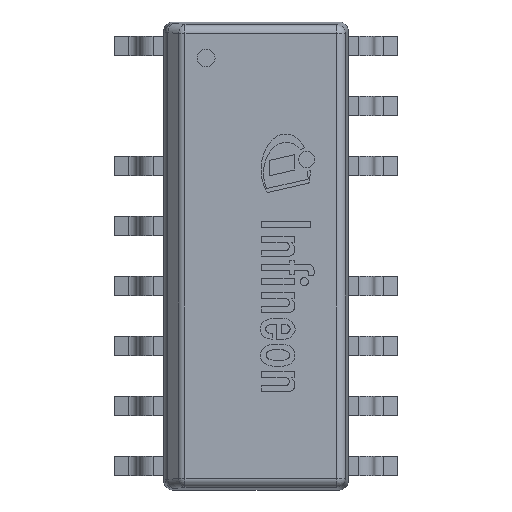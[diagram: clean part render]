
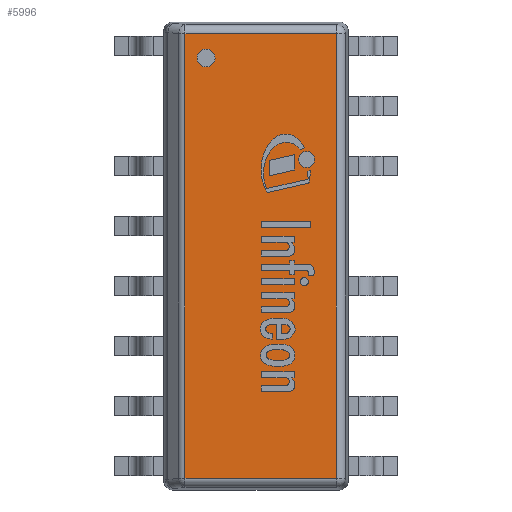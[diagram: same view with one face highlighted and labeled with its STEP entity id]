
A CAD part, top view. The second image highlights one B-rep face of the part: STEP entity #5996.
In plain terms, the highlighted planar face has unit normal (0, 0, 1).
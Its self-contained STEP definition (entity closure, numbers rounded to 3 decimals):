
#65=FACE_BOUND('',#1012,.T.);
#74=CIRCLE('',#6386,0.19);
#377=PLANE('',#6412);
#644=FACE_OUTER_BOUND('',#1011,.T.);
#1011=EDGE_LOOP('',(#4281,#4282,#4283,#4284));
#1012=EDGE_LOOP('',(#4285));
#1382=LINE('',#8688,#2057);
#1392=LINE('',#8721,#2067);
#1393=LINE('',#8725,#2068);
#1394=LINE('',#8726,#2069);
#2057=VECTOR('',#6958,1.);
#2067=VECTOR('',#6998,1.);
#2068=VECTOR('',#7003,1.);
#2069=VECTOR('',#7004,1.);
#2745=VERTEX_POINT('',#8663);
#2754=VERTEX_POINT('',#8685);
#2755=VERTEX_POINT('',#8687);
#2763=VERTEX_POINT('',#8720);
#2764=VERTEX_POINT('',#8724);
#3333=EDGE_CURVE('',#2745,#2745,#74,.T.);
#3343=EDGE_CURVE('',#2754,#2755,#1382,.T.);
#3360=EDGE_CURVE('',#2755,#2763,#1392,.T.);
#3362=EDGE_CURVE('',#2764,#2754,#1393,.T.);
#3363=EDGE_CURVE('',#2763,#2764,#1394,.T.);
#4281=ORIENTED_EDGE('',*,*,#3343,.F.);
#4282=ORIENTED_EDGE('',*,*,#3362,.F.);
#4283=ORIENTED_EDGE('',*,*,#3363,.F.);
#4284=ORIENTED_EDGE('',*,*,#3360,.F.);
#4285=ORIENTED_EDGE('',*,*,#3333,.T.);
#5996=ADVANCED_FACE('',(#644,#65),#377,.T.);
#6386=AXIS2_PLACEMENT_3D('',#8664,#6934,#6935);
#6412=AXIS2_PLACEMENT_3D('',#8723,#7001,#7002);
#6934=DIRECTION('center_axis',(0.,0.,-1.));
#6935=DIRECTION('ref_axis',(-1.,0.,0.));
#6958=DIRECTION('',(-1.,0.,0.));
#6998=DIRECTION('',(0.,1.,0.));
#7001=DIRECTION('center_axis',(0.,0.,1.));
#7002=DIRECTION('ref_axis',(-1.,0.,0.));
#7003=DIRECTION('',(0.,-1.,0.));
#7004=DIRECTION('',(1.,0.,0.));
#8663=CARTESIAN_POINT('',(-0.866,4.187,1.75));
#8664=CARTESIAN_POINT('Origin',(-1.056,4.187,1.75));
#8685=CARTESIAN_POINT('',(1.702,-4.702,1.75));
#8687=CARTESIAN_POINT('',(-1.502,-4.702,1.75));
#8688=CARTESIAN_POINT('',(0.975,-4.702,1.75));
#8720=CARTESIAN_POINT('',(-1.502,4.702,1.75));
#8721=CARTESIAN_POINT('',(-1.502,2.935,1.75));
#8723=CARTESIAN_POINT('Origin',(0.,0.,
1.75));
#8724=CARTESIAN_POINT('',(1.702,4.702,1.75));
#8725=CARTESIAN_POINT('',(1.702,2.475,1.75));
#8726=CARTESIAN_POINT('',(-0.975,4.702,1.75));
